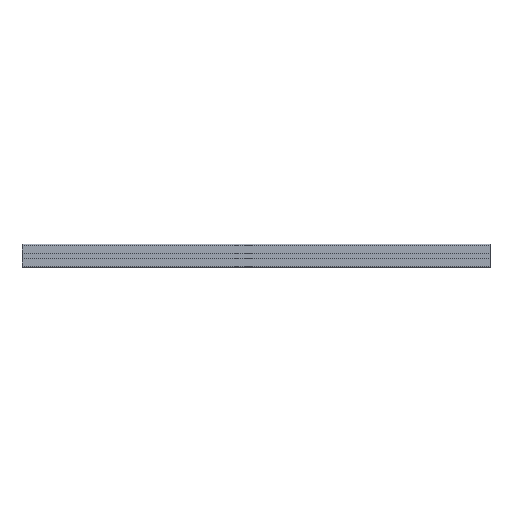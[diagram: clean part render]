
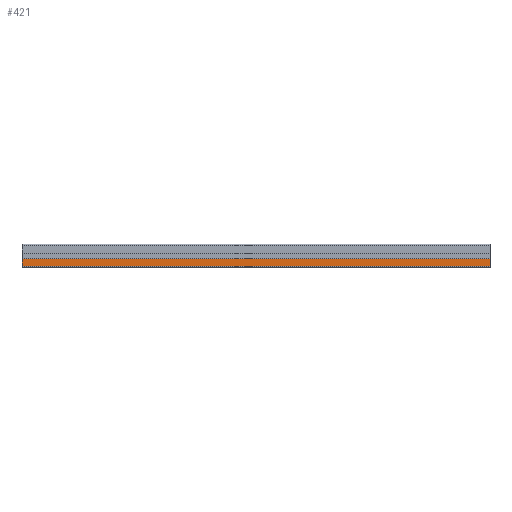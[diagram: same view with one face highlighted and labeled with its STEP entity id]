
A CAD part, front view. The second image highlights one B-rep face of the part: STEP entity #421.
In plain terms, the highlighted planar face has unit normal (0, -1, 0).
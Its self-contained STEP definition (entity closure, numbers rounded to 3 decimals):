
#421=ADVANCED_FACE('',(#892),#893,.T.);
#892=FACE_OUTER_BOUND('',#1420,.T.);
#893=PLANE('',#1421);
#1420=EDGE_LOOP('',(#2507,#2508,#2509,#2510));
#1421=AXIS2_PLACEMENT_3D('',#2511,#2512,#2513);
#2507=ORIENTED_EDGE('',*,*,#3745,.T.);
#2508=ORIENTED_EDGE('',*,*,#3746,.F.);
#2509=ORIENTED_EDGE('',*,*,#3747,.T.);
#2510=ORIENTED_EDGE('',*,*,#3742,.T.);
#2511=CARTESIAN_POINT('',(0.0,-25.0,-13.9));
#2512=DIRECTION('',(0.0,-1.0,0.0));
#2513=DIRECTION('',(0.0,0.0,-1.0));
#3742=EDGE_CURVE('',#4644,#4642,#4645,.T.);
#3745=EDGE_CURVE('',#4642,#4648,#4649,.T.);
#3746=EDGE_CURVE('',#4650,#4648,#4651,.T.);
#3747=EDGE_CURVE('',#4650,#4644,#4652,.T.);
#4642=VERTEX_POINT('',#5958);
#4644=VERTEX_POINT('',#5960);
#4645=LINE('',#5961,#5962);
#4648=VERTEX_POINT('',#5965);
#4649=LINE('',#5966,#5967);
#4650=VERTEX_POINT('',#5968);
#4651=LINE('',#5969,#5970);
#4652=LINE('',#5971,#5972);
#5958=CARTESIAN_POINT('',(1000.0,-25.0,-22.0));
#5960=CARTESIAN_POINT('',(0.0,-25.0,-22.0));
#5961=CARTESIAN_POINT('',(0.0,-25.0,-22.0));
#5962=VECTOR('',#6856,1.0);
#5965=CARTESIAN_POINT('',(1000.0,-25.0,-5.8));
#5966=CARTESIAN_POINT('',(1000.0,-25.0,-5.8));
#5967=VECTOR('',#6860,1.0);
#5968=CARTESIAN_POINT('',(0.0,-25.0,-5.8));
#5969=CARTESIAN_POINT('',(0.0,-25.0,-5.8));
#5970=VECTOR('',#6861,1.0);
#5971=CARTESIAN_POINT('',(0.0,-25.0,-5.8));
#5972=VECTOR('',#6862,1.0);
#6856=DIRECTION('',(1.0,0.0,0.0));
#6860=DIRECTION('',(-0.0,0.0,1.0));
#6861=DIRECTION('',(1.0,0.0,0.0));
#6862=DIRECTION('',(0.0,0.0,-1.0));
